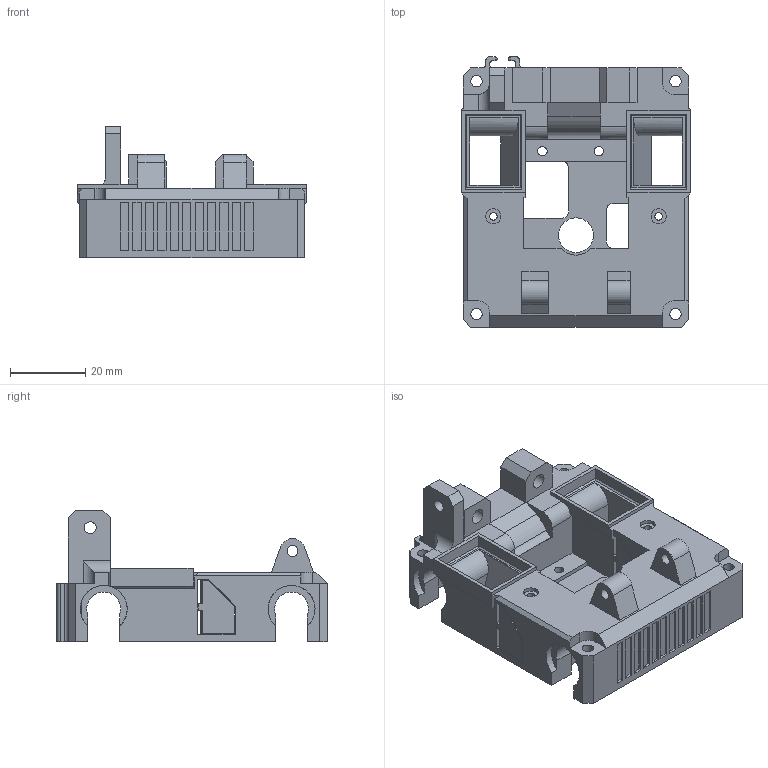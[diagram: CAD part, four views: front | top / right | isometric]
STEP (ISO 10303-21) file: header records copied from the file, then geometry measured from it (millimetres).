
FILE_DESCRIPTION(/* description */ (''),/* implementation_level */ '2;1');
FILE_NAME(/* name */ 'Karas5015M_Top.step',/* time_stamp */ '2023-02-05T17:44:13+03:00',/* author */ (''),/* organization */ (''),/* preprocessor_version */ 'ST-DEVELOPER v19.2',/* originating_system */ 'Autodesk Translation Framework v11.17.0.187',/* authorisation */ '');
FILE_SCHEMA (('AUTOMOTIVE_DESIGN { 1 0 10303 214 3 1 1 }'));
Length unit declared in the file: millimetre
Products named in the file (1): Karas5015M_Top
Bounding box: 61 x 72 x 35 mm (x, y, z)
Volume: 33284.1 mm3; surface area: 25002.4 mm2
Topology: 3 solids, 3 shells, 527 faces, 1508 edges, 995 vertices
Faces by surface type: plane 313, cylinder 214
Full cylindrical faces by diameter (mm): 2 x6, 2.5 x2, 2.9 x2, 3 x4, 3.2 x1, 4 x4, 9.25 x1
Entity records: 17407 total; most frequent: CARTESIAN_POINT 3059, ORIENTED_EDGE 3016, DIRECTION 3007, EDGE_CURVE 1508, LINE 1053, VECTOR 1053, VERTEX_POINT 995, AXIS2_PLACEMENT_3D 977
